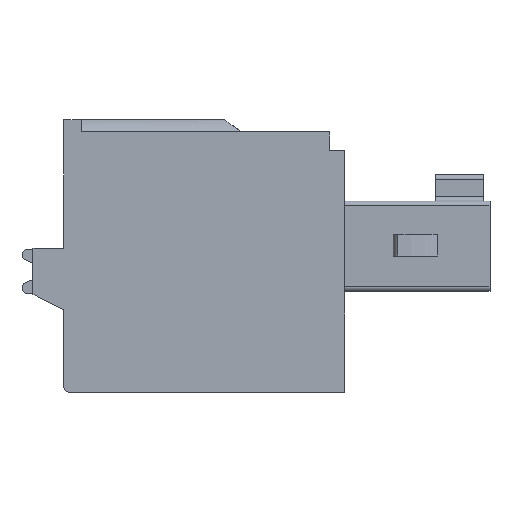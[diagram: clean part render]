
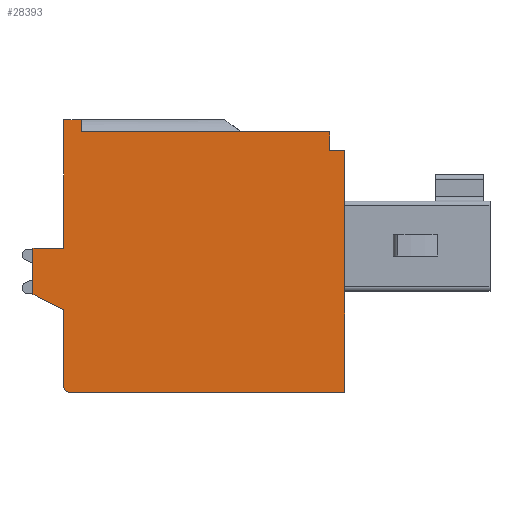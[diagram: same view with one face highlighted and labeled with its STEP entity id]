
A CAD part, left-side view. The second image highlights one B-rep face of the part: STEP entity #28393.
In plain terms, the highlighted planar face has unit normal (-1, 0, 0).
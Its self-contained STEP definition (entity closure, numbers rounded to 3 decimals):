
#125 = CARTESIAN_POINT ( 'NONE',  ( 0., 20.8, 4.45 ) ) ;
#148 = CARTESIAN_POINT ( 'NONE',  ( 0., 19.4, 0.25 ) ) ;
#197 = EDGE_CURVE ( 'NONE', #17151, #30414, #21183, .T. ) ;
#294 = VERTEX_POINT ( 'NONE', #16866 ) ;
#467 = DIRECTION ( 'NONE',  ( 0., 0., 1. ) ) ;
#529 = CARTESIAN_POINT ( 'NONE',  ( 0., 11.3, 11.85 ) ) ;
#1049 = ORIENTED_EDGE ( 'NONE', *, *, #27537, .F. ) ;
#1178 = EDGE_LOOP ( 'NONE', ( #17999, #19156, #1049, #4197, #7701, #7400, #30806, #19761, #21488, #9794, #12968, #32810, #27496 ) ) ;
#1525 = VECTOR ( 'NONE', #13783, 1000. ) ;
#1618 = DIRECTION ( 'NONE',  ( 0., 0., -1. ) ) ;
#1833 = CARTESIAN_POINT ( 'NONE',  ( 0., 7.3, 11.85 ) ) ;
#1868 = VERTEX_POINT ( 'NONE', #15110 ) ;
#1961 = VECTOR ( 'NONE', #2513, 1000. ) ;
#2201 = DIRECTION ( 'NONE',  ( 0., 0., -1. ) ) ;
#2513 = DIRECTION ( 'NONE',  ( 0., 1., 0. ) ) ;
#2905 = VERTEX_POINT ( 'NONE', #26653 ) ;
#3035 = LINE ( 'NONE', #24037, #32369 ) ;
#3313 = VERTEX_POINT ( 'NONE', #148 ) ;
#3815 = VECTOR ( 'NONE', #12158, 1000. ) ;
#4197 = ORIENTED_EDGE ( 'NONE', *, *, #197, .T. ) ;
#5590 = EDGE_CURVE ( 'NONE', #294, #1868, #21510, .T. ) ;
#5631 = DIRECTION ( 'NONE',  ( 0., -1., 0. ) ) ;
#6112 = CARTESIAN_POINT ( 'NONE',  ( 0., 20.8, 12.4 ) ) ;
#6640 = CARTESIAN_POINT ( 'NONE',  ( 0., 20.8, 6.55 ) ) ;
#7400 = ORIENTED_EDGE ( 'NONE', *, *, #7538, .F. ) ;
#7538 = EDGE_CURVE ( 'NONE', #24036, #20922, #3035, .T. ) ;
#7701 = ORIENTED_EDGE ( 'NONE', *, *, #21046, .T. ) ;
#8101 = CARTESIAN_POINT ( 'NONE',  ( 0., 19.4, 6.55 ) ) ;
#8692 = LINE ( 'NONE', #6112, #24106 ) ;
#8718 = EDGE_CURVE ( 'NONE', #31426, #3313, #17508, .T. ) ;
#9299 = AXIS2_PLACEMENT_3D ( 'NONE', #12444, #25186, #1618 ) ;
#9406 = CARTESIAN_POINT ( 'NONE',  ( 0., 7.3, 11. ) ) ;
#9455 = VECTOR ( 'NONE', #2201, 1000. ) ;
#9532 = CARTESIAN_POINT ( 'NONE',  ( 0., 18.6, 12.4 ) ) ;
#9749 = CARTESIAN_POINT ( 'NONE',  ( 0., 19.4, 3.75 ) ) ;
#9794 = ORIENTED_EDGE ( 'NONE', *, *, #30808, .T. ) ;
#11088 = EDGE_CURVE ( 'NONE', #2905, #33614, #17321, .T. ) ;
#11293 = VERTEX_POINT ( 'NONE', #27955 ) ;
#11588 = CARTESIAN_POINT ( 'NONE',  ( 0., 18.6, 12.4 ) ) ;
#11784 = LINE ( 'NONE', #9532, #24960 ) ;
#11822 = CARTESIAN_POINT ( 'NONE',  ( 0., 6.6, 0. ) ) ;
#12158 = DIRECTION ( 'NONE',  ( 0., 1., 0. ) ) ;
#12444 = CARTESIAN_POINT ( 'NONE',  ( 0., 20.8, 12.4 ) ) ;
#12968 = ORIENTED_EDGE ( 'NONE', *, *, #22255, .T. ) ;
#13783 = DIRECTION ( 'NONE',  ( 0., 0., -1. ) ) ;
#13833 = CARTESIAN_POINT ( 'NONE',  ( 0., 6.6, 0. ) ) ;
#13870 = DIRECTION ( 'NONE',  ( 0., -1., 0. ) ) ;
#14504 = EDGE_CURVE ( 'NONE', #24036, #31426, #31427, .T. ) ;
#14665 = PLANE ( 'NONE',  #9299 ) ;
#15110 = CARTESIAN_POINT ( 'NONE',  ( 0., 18.6, 11.85 ) ) ;
#15540 = CARTESIAN_POINT ( 'NONE',  ( 0., 19.15, 0.25 ) ) ;
#15889 = LINE ( 'NONE', #29005, #1961 ) ;
#16403 = LINE ( 'NONE', #13833, #21830 ) ;
#16555 = EDGE_CURVE ( 'NONE', #33614, #294, #22983, .T. ) ;
#16570 = CARTESIAN_POINT ( 'NONE',  ( 0., 19.4, 3.75 ) ) ;
#16866 = CARTESIAN_POINT ( 'NONE',  ( 0., 7.3, 11.85 ) ) ;
#17151 = VERTEX_POINT ( 'NONE', #19914 ) ;
#17321 = LINE ( 'NONE', #9406, #3815 ) ;
#17508 = LINE ( 'NONE', #9749, #9455 ) ;
#17816 = DIRECTION ( 'NONE',  ( -1., 0., 0. ) ) ;
#17999 = ORIENTED_EDGE ( 'NONE', *, *, #5590, .T. ) ;
#18120 = CARTESIAN_POINT ( 'NONE',  ( 0., 20.8, 4.45 ) ) ;
#18717 = CARTESIAN_POINT ( 'NONE',  ( 0., 20.8, 0. ) ) ;
#19156 = ORIENTED_EDGE ( 'NONE', *, *, #25899, .T. ) ;
#19545 = DIRECTION ( 'NONE',  ( 0., 0., 1. ) ) ;
#19761 = ORIENTED_EDGE ( 'NONE', *, *, #8718, .T. ) ;
#19914 = CARTESIAN_POINT ( 'NONE',  ( 0., 19.4, 12.4 ) ) ;
#20244 = DIRECTION ( 'NONE',  ( 0., 0., 1. ) ) ;
#20323 = VECTOR ( 'NONE', #5631, 1000. ) ;
#20596 = DIRECTION ( 'NONE',  ( 0., -0.894, -0.447 ) ) ;
#20922 = VERTEX_POINT ( 'NONE', #6640 ) ;
#21046 = EDGE_CURVE ( 'NONE', #30414, #20922, #15889, .T. ) ;
#21183 = LINE ( 'NONE', #29290, #1525 ) ;
#21285 = LINE ( 'NONE', #18717, #20323 ) ;
#21488 = ORIENTED_EDGE ( 'NONE', *, *, #28007, .T. ) ;
#21510 = LINE ( 'NONE', #529, #22720 ) ;
#21830 = VECTOR ( 'NONE', #32255, 1000. ) ;
#22255 = EDGE_CURVE ( 'NONE', #27921, #2905, #16403, .T. ) ;
#22683 = VECTOR ( 'NONE', #20244, 1000. ) ;
#22720 = VECTOR ( 'NONE', #32507, 1000. ) ;
#22983 = LINE ( 'NONE', #1833, #22683 ) ;
#23056 = CARTESIAN_POINT ( 'NONE',  ( 0., 7.3, 11. ) ) ;
#23150 = DIRECTION ( 'NONE',  ( 0., 0., 1. ) ) ;
#24036 = VERTEX_POINT ( 'NONE', #18120 ) ;
#24037 = CARTESIAN_POINT ( 'NONE',  ( 0., 20.8, 12.4 ) ) ;
#24106 = VECTOR ( 'NONE', #13870, 1000. ) ;
#24960 = VECTOR ( 'NONE', #19545, 1000. ) ;
#25186 = DIRECTION ( 'NONE',  ( 1., 0., 0. ) ) ;
#25899 = EDGE_CURVE ( 'NONE', #1868, #26573, #11784, .T. ) ;
#26573 = VERTEX_POINT ( 'NONE', #11588 ) ;
#26653 = CARTESIAN_POINT ( 'NONE',  ( 0., 6.6, 11. ) ) ;
#27496 = ORIENTED_EDGE ( 'NONE', *, *, #16555, .T. ) ;
#27537 = EDGE_CURVE ( 'NONE', #17151, #26573, #8692, .T. ) ;
#27784 = FACE_OUTER_BOUND ( 'NONE', #1178, .T. ) ;
#27921 = VERTEX_POINT ( 'NONE', #11822 ) ;
#27955 = CARTESIAN_POINT ( 'NONE',  ( 0., 19.15, 0. ) ) ;
#28007 = EDGE_CURVE ( 'NONE', #3313, #11293, #34005, .T. ) ;
#28393 = ADVANCED_FACE ( 'NONE', ( #27784 ), #14665, .F. ) ;
#29005 = CARTESIAN_POINT ( 'NONE',  ( 0., 19.4, 6.55 ) ) ;
#29290 = CARTESIAN_POINT ( 'NONE',  ( 0., 19.4, 12.4 ) ) ;
#30205 = VECTOR ( 'NONE', #20596, 1000. ) ;
#30414 = VERTEX_POINT ( 'NONE', #8101 ) ;
#30806 = ORIENTED_EDGE ( 'NONE', *, *, #14504, .T. ) ;
#30808 = EDGE_CURVE ( 'NONE', #11293, #27921, #21285, .T. ) ;
#31254 = AXIS2_PLACEMENT_3D ( 'NONE', #15540, #17816, #23150 ) ;
#31426 = VERTEX_POINT ( 'NONE', #16570 ) ;
#31427 = LINE ( 'NONE', #125, #30205 ) ;
#32255 = DIRECTION ( 'NONE',  ( 0., 0., 1. ) ) ;
#32369 = VECTOR ( 'NONE', #467, 1000. ) ;
#32507 = DIRECTION ( 'NONE',  ( 0., 1., 0. ) ) ;
#32810 = ORIENTED_EDGE ( 'NONE', *, *, #11088, .T. ) ;
#33614 = VERTEX_POINT ( 'NONE', #23056 ) ;
#34005 = CIRCLE ( 'NONE', #31254, 0.25 ) ;
